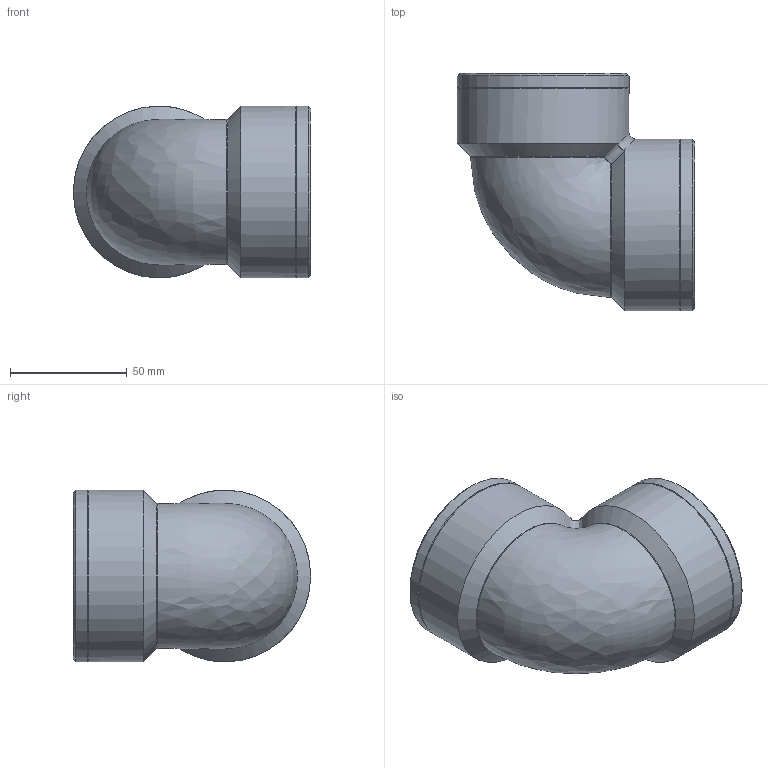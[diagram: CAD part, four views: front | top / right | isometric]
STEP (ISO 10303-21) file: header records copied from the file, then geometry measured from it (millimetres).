
FILE_DESCRIPTION(/* description */ ('PLASSON THREADED ELBOW 2"-2"'),/* implementation_level */ '2;1');
FILE_NAME(/* name */ '050507020_0505070200A.ipt.stp',/* time_stamp */ '2017-06-18T09:21:37+03:00',/* author */ ('KIM'),/* organization */ (''),/* preprocessor_version */ 'ST-DEVELOPER v15.6',/* originating_system */ 'Autodesk Inventor 2015',/* authorisation */ '');
FILE_SCHEMA (('AUTOMOTIVE_DESIGN { 1 0 10303 214 3 1 1 }'));
Length unit declared in the file: millimetre
Products named in the file (1): 050507020_0505070200A
Bounding box: 101.83 x 101.83 x 73.65 mm (x, y, z)
Volume: 167285.6 mm3; surface area: 49599 mm2
Topology: 1 solids, 1 shells, 27 faces, 63 edges, 38 vertices
Faces by surface type: cylinder 10, cone 10, bspline 4, plane 2, torus 1
Full cylindrical faces by diameter (mm): 50.99 x2, 56.656 x2, 73.653 x4
Entity records: 838 total; most frequent: CARTESIAN_POINT 313, DIRECTION 100, ORIENTED_EDGE 84, AXIS2_PLACEMENT_3D 50, EDGE_LOOP 46, EDGE_CURVE 42, VERTEX_POINT 34, FACE_OUTER_BOUND 27
